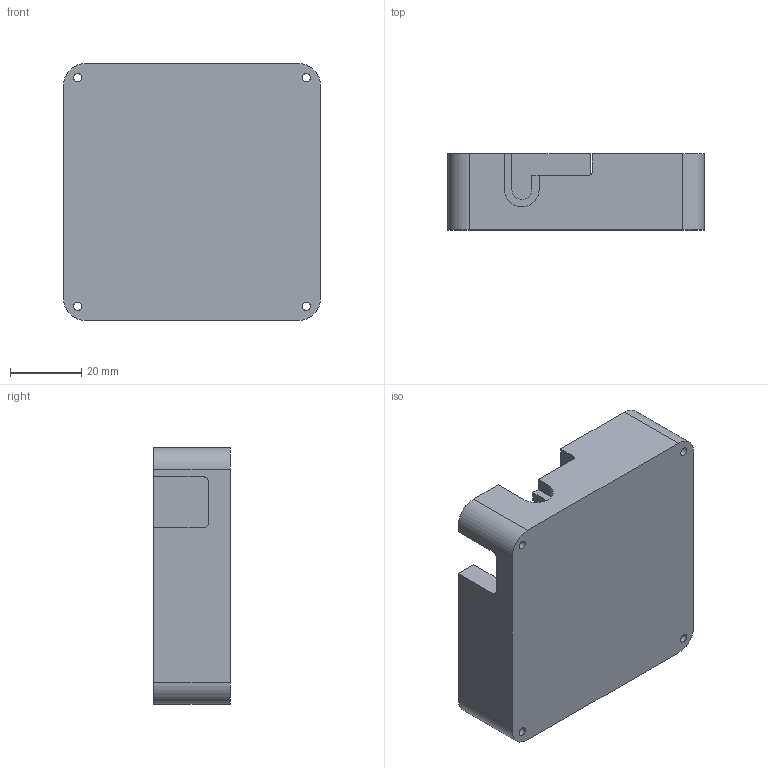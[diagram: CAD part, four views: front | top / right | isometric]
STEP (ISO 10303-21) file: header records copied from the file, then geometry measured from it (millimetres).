
FILE_DESCRIPTION(/* description */ ('STEP AP242','CAx-IF Rec.Pracs.---Representation and Presentation of Product Manufacturing Information (PMI)---4.0---2014-10-13','CAx-IF Rec.Pracs.---3D Tessellated Geometry---0.4---2014-09-14','2;1'),/* implementation_level */ '2;1');
FILE_NAME(/* name */ '682cb96e2c81b53453d66e69',/* time_stamp */ '2025-05-20T17:18:39Z',/* author */ (''),/* organization */ (''),/* preprocessor_version */ 'ST-DEVELOPER v20',/* originating_system */ 'ONSHAPE BY PTC INC, 1.198',/* authorisation */ ' ');
FILE_SCHEMA (('AP242_MANAGED_MODEL_BASED_3D_ENGINEERING_MIM_LF { 1 0 10303 442 1 1 4 }'));
Length unit declared in the file: metre
Products named in the file (1): Part 1
Bounding box: 72.26 x 21.5 x 72.26 mm (x, y, z)
Volume: 52937.6 mm3; surface area: 20537.8 mm2
Topology: 1 solids, 1 shells, 55 faces, 147 edges, 98 vertices
Faces by surface type: plane 34, cylinder 21
Full cylindrical faces by diameter (mm): 2.2 x2, 2.4 x4, 5 x2
Entity records: 1723 total; most frequent: DIRECTION 293, CARTESIAN_POINT 293, ORIENTED_EDGE 278, EDGE_CURVE 139, VERTEX_POINT 98, AXIS2_PLACEMENT_3D 98, LINE 97, VECTOR 97
